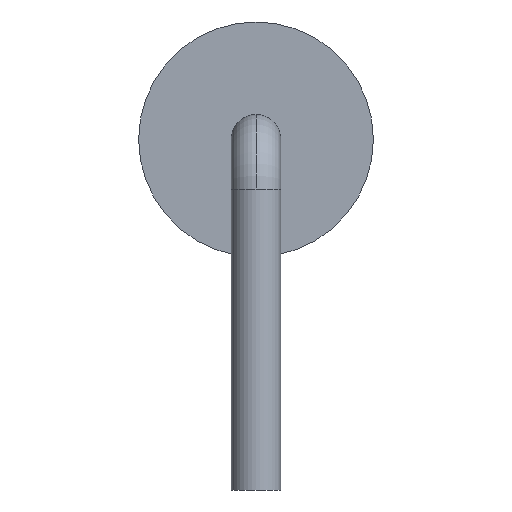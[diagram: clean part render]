
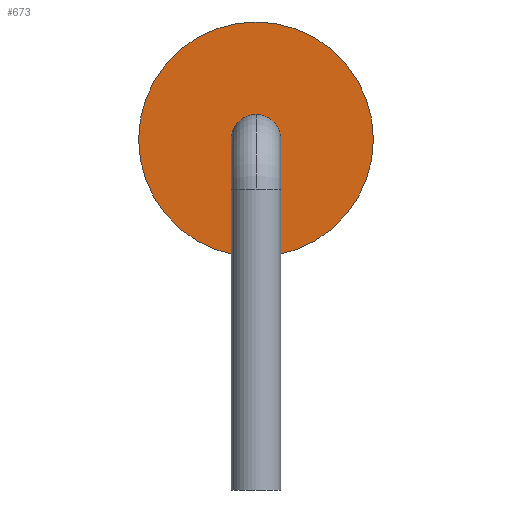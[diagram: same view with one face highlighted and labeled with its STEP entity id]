
A CAD part, left-side view. The second image highlights one B-rep face of the part: STEP entity #673.
In plain terms, the highlighted planar face has unit normal (-1, 0, 0).
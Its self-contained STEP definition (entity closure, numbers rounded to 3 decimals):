
#19 = EDGE_LOOP ( 'NONE', ( #417, #217 ) ) ;
#39 = DIRECTION ( 'NONE',  ( -1., 0., 0. ) ) ;
#56 = CIRCLE ( 'NONE', #389, 0.55 ) ;
#83 = AXIS2_PLACEMENT_3D ( 'NONE', #728, #451, #274 ) ;
#105 = CIRCLE ( 'NONE', #324, 2.6 ) ;
#118 = EDGE_CURVE ( 'NONE', #393, #563, #639, .T. ) ;
#134 = VERTEX_POINT ( 'NONE', #227 ) ;
#150 = AXIS2_PLACEMENT_3D ( 'NONE', #336, #516, #674 ) ;
#168 = ORIENTED_EDGE ( 'NONE', *, *, #187, .T. ) ;
#187 = EDGE_CURVE ( 'NONE', #563, #393, #105, .T. ) ;
#189 = CARTESIAN_POINT ( 'NONE',  ( 2.08, 0., 2.665 ) ) ;
#193 = CARTESIAN_POINT ( 'NONE',  ( 2.08, 0., 5.265 ) ) ;
#217 = ORIENTED_EDGE ( 'NONE', *, *, #398, .T. ) ;
#225 = EDGE_LOOP ( 'NONE', ( #341, #168 ) ) ;
#227 = CARTESIAN_POINT ( 'NONE',  ( 2.08, 0., 4.715 ) ) ;
#258 = FACE_BOUND ( 'NONE', #19, .T. ) ;
#263 = DIRECTION ( 'NONE',  ( 0., 0., 1. ) ) ;
#269 = FACE_OUTER_BOUND ( 'NONE', #225, .T. ) ;
#274 = DIRECTION ( 'NONE',  ( 0., 0., -1. ) ) ;
#286 = AXIS2_PLACEMENT_3D ( 'NONE', #317, #39, #263 ) ;
#304 = CIRCLE ( 'NONE', #83, 0.55 ) ;
#317 = CARTESIAN_POINT ( 'NONE',  ( 2.08, 0., 5.265 ) ) ;
#324 = AXIS2_PLACEMENT_3D ( 'NONE', #368, #489, #627 ) ;
#336 = CARTESIAN_POINT ( 'NONE',  ( 2.08, 0., 5.265 ) ) ;
#341 = ORIENTED_EDGE ( 'NONE', *, *, #118, .T. ) ;
#368 = CARTESIAN_POINT ( 'NONE',  ( 2.08, 0., 5.265 ) ) ;
#389 = AXIS2_PLACEMENT_3D ( 'NONE', #193, #549, #712 ) ;
#393 = VERTEX_POINT ( 'NONE', #660 ) ;
#398 = EDGE_CURVE ( 'NONE', #442, #134, #304, .T. ) ;
#417 = ORIENTED_EDGE ( 'NONE', *, *, #476, .T. ) ;
#442 = VERTEX_POINT ( 'NONE', #722 ) ;
#451 = DIRECTION ( 'NONE',  ( 1., 0., 0. ) ) ;
#476 = EDGE_CURVE ( 'NONE', #134, #442, #56, .T. ) ;
#489 = DIRECTION ( 'NONE',  ( -1., 0., 0. ) ) ;
#516 = DIRECTION ( 'NONE',  ( -1., 0., 0. ) ) ;
#549 = DIRECTION ( 'NONE',  ( 1., 0., 0. ) ) ;
#563 = VERTEX_POINT ( 'NONE', #189 ) ;
#627 = DIRECTION ( 'NONE',  ( 0., 0., 1. ) ) ;
#639 = CIRCLE ( 'NONE', #150, 2.6 ) ;
#653 = PLANE ( 'NONE',  #286 ) ;
#660 = CARTESIAN_POINT ( 'NONE',  ( 2.08, 0., 7.865 ) ) ;
#673 = ADVANCED_FACE ( 'NONE', ( #258, #269 ), #653, .T. ) ;
#674 = DIRECTION ( 'NONE',  ( 0., 0., 1. ) ) ;
#712 = DIRECTION ( 'NONE',  ( 0., 0., -1. ) ) ;
#722 = CARTESIAN_POINT ( 'NONE',  ( 2.08, 0., 5.815 ) ) ;
#728 = CARTESIAN_POINT ( 'NONE',  ( 2.08, 0., 5.265 ) ) ;
